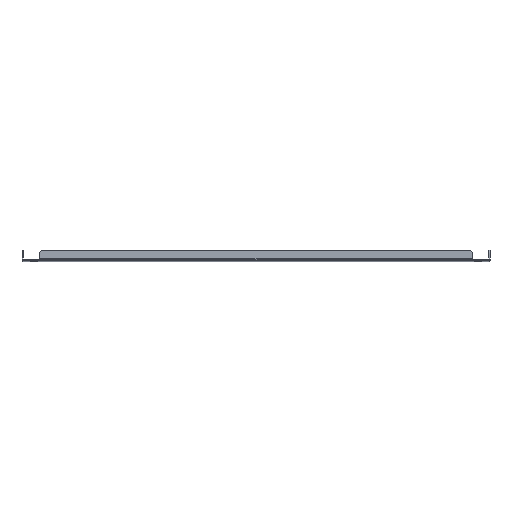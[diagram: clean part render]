
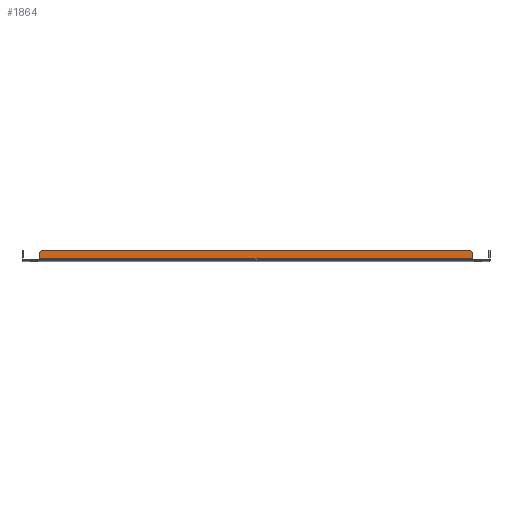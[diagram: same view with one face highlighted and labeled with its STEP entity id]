
A CAD part, top view. The second image highlights one B-rep face of the part: STEP entity #1864.
In plain terms, the highlighted planar face has unit normal (0, 0, 1).
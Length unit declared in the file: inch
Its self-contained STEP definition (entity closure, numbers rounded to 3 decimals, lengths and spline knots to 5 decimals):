
#78 = VECTOR ( 'NONE', #1879, 39.37008 ) ;
#82 = CARTESIAN_POINT ( 'NONE',  ( 16.375, 0.75, 22.5 ) ) ;
#197 = CARTESIAN_POINT ( 'NONE',  ( -15.24842, 0.125, 22.5 ) ) ;
#249 = AXIS2_PLACEMENT_3D ( 'NONE', #2167, #2372, #1938 ) ;
#360 = CARTESIAN_POINT ( 'NONE',  ( 14.99842, 0.5, 22.5 ) ) ;
#453 = VERTEX_POINT ( 'NONE', #644 ) ;
#528 = EDGE_LOOP ( 'NONE', ( #767, #2368, #2785, #705, #592, #1449 ) ) ;
#555 = AXIS2_PLACEMENT_3D ( 'NONE', #673, #2426, #2649 ) ;
#592 = ORIENTED_EDGE ( 'NONE', *, *, #1812, .F. ) ;
#637 = VERTEX_POINT ( 'NONE', #1990 ) ;
#644 = CARTESIAN_POINT ( 'NONE',  ( 14.99842, 0.75, 22.5 ) ) ;
#673 = CARTESIAN_POINT ( 'NONE',  ( -14.99842, 0.5, 22.5 ) ) ;
#691 = LINE ( 'NONE', #1733, #2541 ) ;
#705 = ORIENTED_EDGE ( 'NONE', *, *, #1834, .T. ) ;
#767 = ORIENTED_EDGE ( 'NONE', *, *, #1649, .F. ) ;
#806 = EDGE_CURVE ( 'NONE', #1457, #453, #1048, .T. ) ;
#819 = CIRCLE ( 'NONE', #555, 0.25 ) ;
#832 = PLANE ( 'NONE',  #249 ) ;
#850 = AXIS2_PLACEMENT_3D ( 'NONE', #360, #1458, #1901 ) ;
#912 = VERTEX_POINT ( 'NONE', #197 ) ;
#1021 = CARTESIAN_POINT ( 'NONE',  ( -14.99842, 0.75, 22.5 ) ) ;
#1048 = LINE ( 'NONE', #82, #78 ) ;
#1059 = EDGE_CURVE ( 'NONE', #1175, #912, #1963, .T. ) ;
#1154 = FACE_OUTER_BOUND ( 'NONE', #528, .T. ) ;
#1175 = VERTEX_POINT ( 'NONE', #1390 ) ;
#1273 = VERTEX_POINT ( 'NONE', #2510 ) ;
#1319 = DIRECTION ( 'NONE',  ( 0., -1., 0. ) ) ;
#1390 = CARTESIAN_POINT ( 'NONE',  ( -15.24842, 0.5, 22.5 ) ) ;
#1449 = ORIENTED_EDGE ( 'NONE', *, *, #806, .F. ) ;
#1457 = VERTEX_POINT ( 'NONE', #1021 ) ;
#1458 = DIRECTION ( 'NONE',  ( 0., 0., -1. ) ) ;
#1465 = CIRCLE ( 'NONE', #850, 0.25 ) ;
#1503 = DIRECTION ( 'NONE',  ( -1., 0., 0. ) ) ;
#1535 = EDGE_CURVE ( 'NONE', #637, #912, #691, .T. ) ;
#1649 = EDGE_CURVE ( 'NONE', #1175, #1457, #819, .T. ) ;
#1697 = DIRECTION ( 'NONE',  ( 0., 1., 0. ) ) ;
#1733 = CARTESIAN_POINT ( 'NONE',  ( 15.24842, 0.125, 22.5 ) ) ;
#1812 = EDGE_CURVE ( 'NONE', #453, #1273, #1465, .T. ) ;
#1834 = EDGE_CURVE ( 'NONE', #637, #1273, #1983, .T. ) ;
#1864 = ADVANCED_FACE ( 'NONE', ( #1154 ), #832, .F. ) ;
#1879 = DIRECTION ( 'NONE',  ( 1., 0., 0. ) ) ;
#1901 = DIRECTION ( 'NONE',  ( 1., 0., 0. ) ) ;
#1938 = DIRECTION ( 'NONE',  ( 0., 1., 0. ) ) ;
#1963 = LINE ( 'NONE', #2216, #2366 ) ;
#1983 = LINE ( 'NONE', #2352, #2242 ) ;
#1990 = CARTESIAN_POINT ( 'NONE',  ( 15.24842, 0.125, 22.5 ) ) ;
#2167 = CARTESIAN_POINT ( 'NONE',  ( 16.375, 0.09379, 22.5 ) ) ;
#2216 = CARTESIAN_POINT ( 'NONE',  ( -15.24842, 0.125, 22.5 ) ) ;
#2242 = VECTOR ( 'NONE', #1697, 39.37008 ) ;
#2352 = CARTESIAN_POINT ( 'NONE',  ( 15.24842, 0.125, 22.5 ) ) ;
#2366 = VECTOR ( 'NONE', #1319, 39.37008 ) ;
#2368 = ORIENTED_EDGE ( 'NONE', *, *, #1059, .T. ) ;
#2372 = DIRECTION ( 'NONE',  ( 0., 0., -1. ) ) ;
#2426 = DIRECTION ( 'NONE',  ( 0., 0., -1. ) ) ;
#2510 = CARTESIAN_POINT ( 'NONE',  ( 15.24842, 0.5, 22.5 ) ) ;
#2541 = VECTOR ( 'NONE', #1503, 39.37008 ) ;
#2649 = DIRECTION ( 'NONE',  ( 1., 0., 0. ) ) ;
#2785 = ORIENTED_EDGE ( 'NONE', *, *, #1535, .F. ) ;
